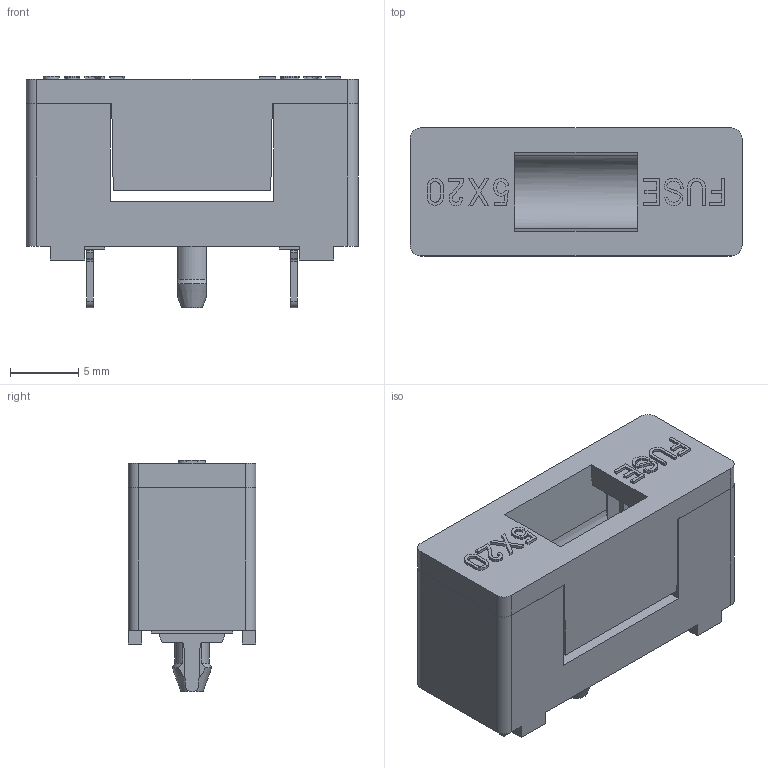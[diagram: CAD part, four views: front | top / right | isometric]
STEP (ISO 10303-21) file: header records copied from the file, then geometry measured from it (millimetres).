
FILE_DESCRIPTION(('STEP AP214'),'1');
FILE_NAME('696105003002.stp','2020-01-29T00:31:25',('TraceParts'),('TraceParts S.A.'),'Spatial InterOp 3D',' ',' ');
FILE_SCHEMA(('AUTOMOTIVE_DESIGN { 1 0 10303 214 1 1 1 1 }'));
Length unit declared in the file: millimetre
Products named in the file (1): 696105003002_1
Bounding box: 24.4 x 9.4 x 17 mm (x, y, z)
Volume: 1632.2 mm3; surface area: 2643.4 mm2
Topology: 2 solids, 2 shells, 412 faces, 1182 edges, 788 vertices
Faces by surface type: plane 353, cylinder 55, cone 4
Entity records: 23071 total; most frequent: CARTESIAN_POINT 2975, ORIENTED_EDGE 2364, DIRECTION 2108, STYLED_ITEM 1588, PRESENTATION_STYLE_ASSIGNMENT 1588, COLOUR_RGB 1588, EDGE_CURVE 1182, CURVE_STYLE 1174
